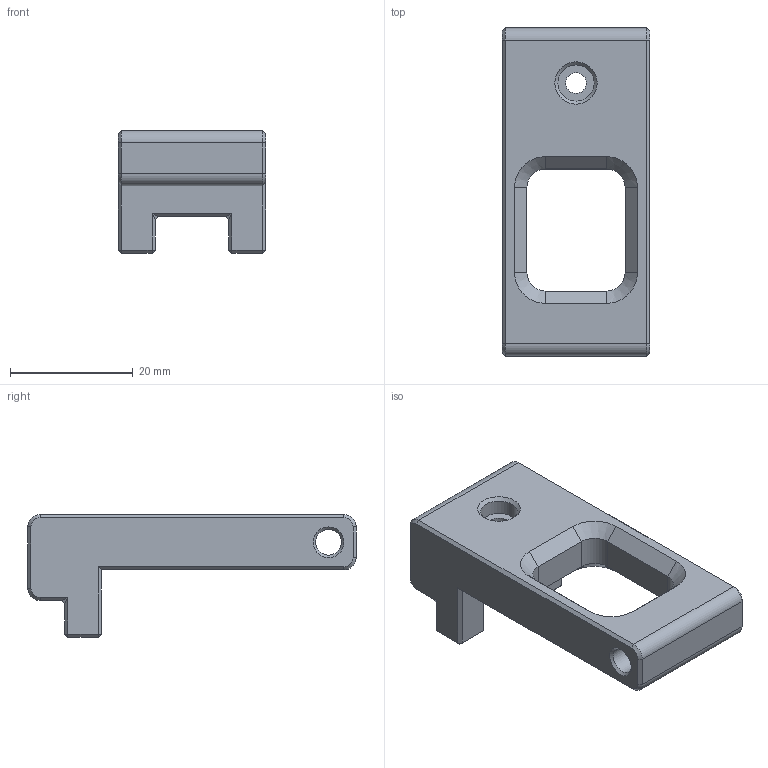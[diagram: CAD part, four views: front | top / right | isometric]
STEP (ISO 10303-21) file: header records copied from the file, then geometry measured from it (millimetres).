
FILE_DESCRIPTION(/* description */ (''),/* implementation_level */ '2;1');
FILE_NAME(/* name */ 'Bowden retainer v2.step',/* time_stamp */ '2022-11-12T14:29:20+01:00',/* author */ (''),/* organization */ (''),/* preprocessor_version */ 'ST-DEVELOPER v19.2',/* originating_system */ 'Autodesk Translation Framework v11.17.0.187',/* authorisation */ '');
FILE_SCHEMA (('AUTOMOTIVE_DESIGN { 1 0 10303 214 3 1 1 }'));
Length unit declared in the file: millimetre
Products named in the file (2): Bowden retainer; Bowden Tube Holder
Assembly tree (1 placements, depth 2):
  Bowden retainer
    Bowden Tube Holder
Bounding box: 24 x 53.5 x 20 mm (x, y, z)
Volume: 9705.9 mm3; surface area: 4676 mm2
Topology: 1 solids, 1 shells, 102 faces, 220 edges, 121 vertices
Faces by surface type: plane 72, cone 19, cylinder 11
Full cylindrical faces by diameter (mm): 3.4 x1, 4.2 x1, 5.9 x1
Entity records: 2730 total; most frequent: DIRECTION 473, CARTESIAN_POINT 447, ORIENTED_EDGE 440, EDGE_CURVE 220, LINE 179, VECTOR 179, AXIS2_PLACEMENT_3D 147, VERTEX_POINT 121
